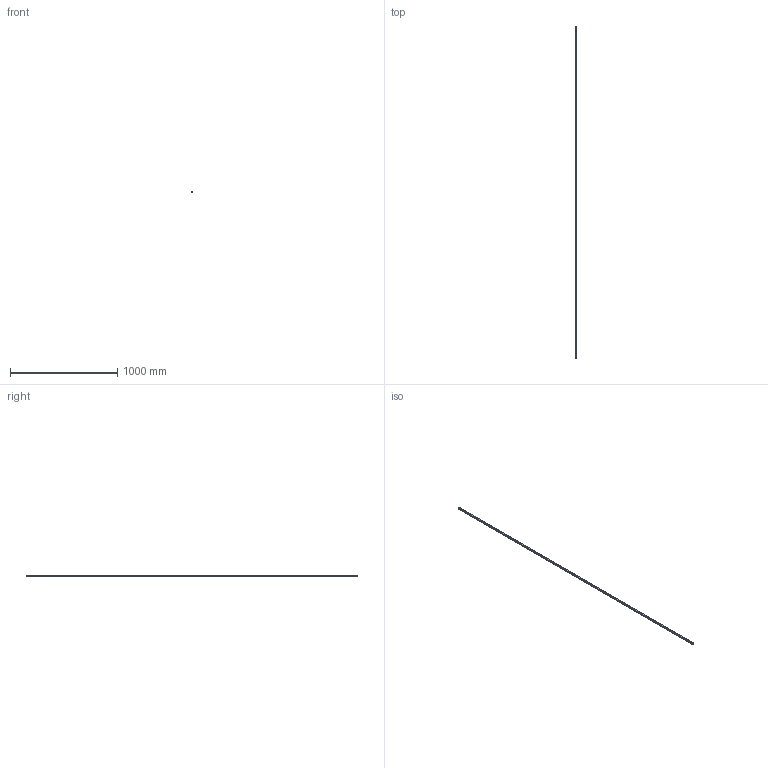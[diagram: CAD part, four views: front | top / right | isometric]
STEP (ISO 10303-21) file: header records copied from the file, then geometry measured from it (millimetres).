
FILE_DESCRIPTION(('STEP AP214'),'1');
FILE_NAME('cctmp_AE1E1F9A-BA0B-42C4-973C-D055AB488E01_2021_02_02_12_36_26_0562..stp','2021-02-02T11:36:26',('HIWIN GmbH'),('CADClick - www.CADClick.com'),'Spatial InterOp 3D',' ','unknown authorization');
FILE_SCHEMA(('AUTOMOTIVE_DESIGN'));
Length unit declared in the file: millimetre
Products named in the file (1): EGR15U3090C_FILE
Bounding box: 15 x 3090 x 12.5 mm (x, y, z)
Volume: 492078.9 mm3; surface area: 188287 mm2
Topology: 1 solids, 1 shells, 623 faces, 1539 edges, 1026 vertices
Faces by surface type: cylinder 330, plane 293
Entity records: 23909 total; most frequent: DIRECTION 3655, CARTESIAN_POINT 3189, ORIENTED_EDGE 3078, EDGE_CURVE 1539, AXIS2_PLACEMENT_3D 1492, VERTEX_POINT 1026, EDGE_LOOP 731, LINE 671
